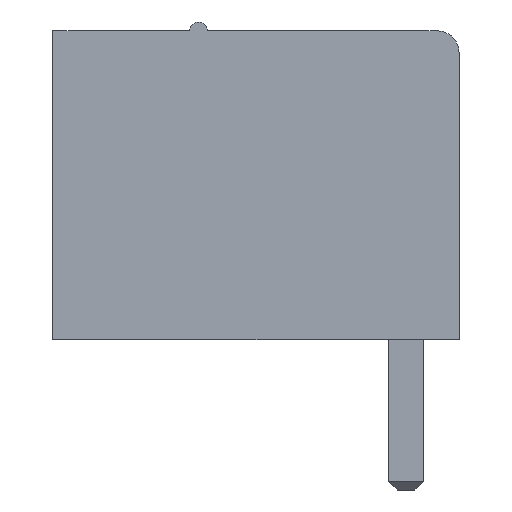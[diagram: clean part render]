
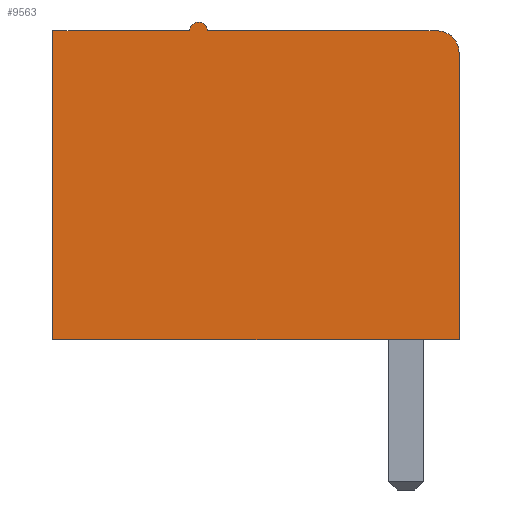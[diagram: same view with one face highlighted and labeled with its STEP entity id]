
A CAD part, left-side view. The second image highlights one B-rep face of the part: STEP entity #9563.
In plain terms, the highlighted planar face has unit normal (-1, 0, 0).
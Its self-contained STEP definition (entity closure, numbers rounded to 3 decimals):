
#250=CIRCLE('',#10337,0.5);
#251=CIRCLE('',#10338,0.2);
#686=FACE_OUTER_BOUND('',#1188,.T.);
#1188=EDGE_LOOP('',(#8371,#8372,#8373,#8374,#8375,#8376,#8377));
#2364=LINE('',#15284,#3626);
#2371=LINE('',#15300,#3633);
#2372=LINE('',#15304,#3634);
#2373=LINE('',#15306,#3635);
#2374=LINE('',#15307,#3636);
#3626=VECTOR('',#12554,10.);
#3633=VECTOR('',#12565,10.);
#3634=VECTOR('',#12568,10.);
#3635=VECTOR('',#12569,10.);
#3636=VECTOR('',#12570,10.);
#4552=VERTEX_POINT('',#15281);
#4553=VERTEX_POINT('',#15283);
#4559=VERTEX_POINT('',#15297);
#4560=VERTEX_POINT('',#15299);
#4561=VERTEX_POINT('',#15301);
#4562=VERTEX_POINT('',#15303);
#4563=VERTEX_POINT('',#15305);
#5839=EDGE_CURVE('',#4552,#4553,#2364,.T.);
#5846=EDGE_CURVE('',#4559,#4552,#250,.T.);
#5847=EDGE_CURVE('',#4560,#4559,#2371,.T.);
#5848=EDGE_CURVE('',#4561,#4560,#251,.T.);
#5849=EDGE_CURVE('',#4562,#4561,#2372,.T.);
#5850=EDGE_CURVE('',#4563,#4562,#2373,.T.);
#5851=EDGE_CURVE('',#4553,#4563,#2374,.T.);
#8371=ORIENTED_EDGE('',*,*,#5846,.F.);
#8372=ORIENTED_EDGE('',*,*,#5847,.F.);
#8373=ORIENTED_EDGE('',*,*,#5848,.F.);
#8374=ORIENTED_EDGE('',*,*,#5849,.F.);
#8375=ORIENTED_EDGE('',*,*,#5850,.F.);
#8376=ORIENTED_EDGE('',*,*,#5851,.F.);
#8377=ORIENTED_EDGE('',*,*,#5839,.F.);
#9082=PLANE('',#10336);
#9563=ADVANCED_FACE('',(#686),#9082,.F.);
#10336=AXIS2_PLACEMENT_3D('',#15296,#12561,#12562);
#10337=AXIS2_PLACEMENT_3D('',#15298,#12563,#12564);
#10338=AXIS2_PLACEMENT_3D('',#15302,#12566,#12567);
#12554=DIRECTION('',(0.,0.,-1.));
#12561=DIRECTION('center_axis',(1.,0.,0.));
#12562=DIRECTION('ref_axis',(0.,0.,-1.));
#12563=DIRECTION('center_axis',(1.,0.,0.));
#12564=DIRECTION('ref_axis',(0.,0.,1.));
#12565=DIRECTION('',(0.,-1.,0.));
#12566=DIRECTION('center_axis',(1.,0.,0.));
#12567=DIRECTION('ref_axis',(0.,1.,0.));
#12568=DIRECTION('',(0.,-1.,0.));
#12569=DIRECTION('',(0.,0.,1.));
#12570=DIRECTION('',(0.,1.,0.));
#15281=CARTESIAN_POINT('',(-2.54,-1.2,6.5));
#15283=CARTESIAN_POINT('',(-2.54,-1.2,0.));
#15284=CARTESIAN_POINT('',(-2.54,-1.2,6.5));
#15296=CARTESIAN_POINT('Origin',(-2.54,3.461,3.465));
#15297=CARTESIAN_POINT('',(-2.54,-0.7,7.));
#15298=CARTESIAN_POINT('Origin',(-2.54,-0.7,6.5));
#15299=CARTESIAN_POINT('',(-2.54,4.5,7.));
#15300=CARTESIAN_POINT('',(-2.54,4.5,7.));
#15301=CARTESIAN_POINT('',(-2.54,4.9,7.));
#15302=CARTESIAN_POINT('Origin',(-2.54,4.7,7.));
#15303=CARTESIAN_POINT('',(-2.54,8.,7.));
#15304=CARTESIAN_POINT('',(-2.54,8.,7.));
#15305=CARTESIAN_POINT('',(-2.54,8.,0.));
#15306=CARTESIAN_POINT('',(-2.54,8.,0.));
#15307=CARTESIAN_POINT('',(-2.54,-1.2,0.));
